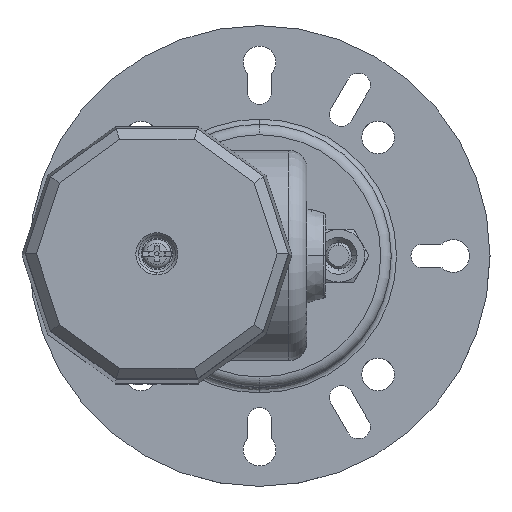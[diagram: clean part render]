
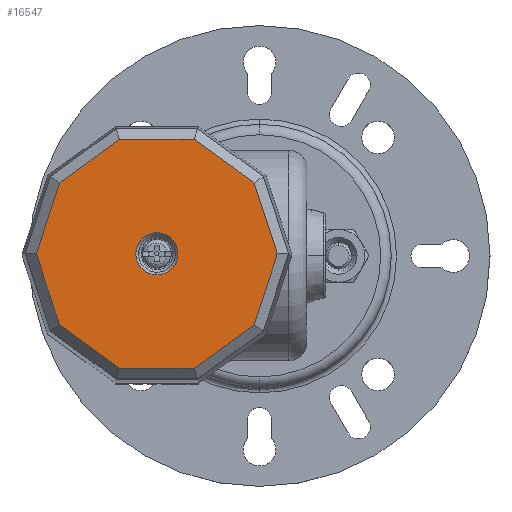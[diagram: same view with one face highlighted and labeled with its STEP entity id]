
A CAD part, top view. The second image highlights one B-rep face of the part: STEP entity #16547.
In plain terms, the highlighted planar face has unit normal (0, 0, 1).
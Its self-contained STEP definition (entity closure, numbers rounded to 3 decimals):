
#491 = CARTESIAN_POINT ( 'NONE',  ( -0.998, 13.442, 291. ) ) ;
#625 = ORIENTED_EDGE ( 'NONE', *, *, #10070, .F. ) ;
#1260 = CARTESIAN_POINT ( 'NONE',  ( -0.998, 13.442, 291. ) ) ;
#1332 = LINE ( 'NONE', #10835, #10873 ) ;
#1529 = CARTESIAN_POINT ( 'NONE',  ( -26.567, 21.75, 291. ) ) ;
#1581 = DIRECTION ( 'NONE',  ( 0., 0., 1. ) ) ;
#1705 = VECTOR ( 'NONE', #1812, 1000. ) ;
#1723 = CARTESIAN_POINT ( 'NONE',  ( -38.002, 13.442, 291. ) ) ;
#1776 = CARTESIAN_POINT ( 'NONE',  ( -19.5, 0., 291. ) ) ;
#1812 = DIRECTION ( 'NONE',  ( -0.809, 0.588, 0. ) ) ;
#1867 = VECTOR ( 'NONE', #7470, 1000. ) ;
#1962 = DIRECTION ( 'NONE',  ( 0., -1., 0. ) ) ;
#2096 = FACE_OUTER_BOUND ( 'NONE', #9086, .T. ) ;
#2169 = CIRCLE ( 'NONE', #3632, 4. ) ;
#2235 = DIRECTION ( 'NONE',  ( -0.809, -0.588, 0. ) ) ;
#2507 = VECTOR ( 'NONE', #2235, 1000. ) ;
#2549 = LINE ( 'NONE', #1529, #9855 ) ;
#3093 = CARTESIAN_POINT ( 'NONE',  ( -38.002, 13.442, 291. ) ) ;
#3198 = EDGE_CURVE ( 'NONE', #5138, #11484, #11955, .T. ) ;
#3242 = ORIENTED_EDGE ( 'NONE', *, *, #13888, .F. ) ;
#3388 = VERTEX_POINT ( 'NONE', #10764 ) ;
#3398 = VERTEX_POINT ( 'NONE', #14984 ) ;
#3402 = CARTESIAN_POINT ( 'NONE',  ( -26.567, -21.75, 291. ) ) ;
#3632 = AXIS2_PLACEMENT_3D ( 'NONE', #1776, #1581, #11177 ) ;
#3641 = CARTESIAN_POINT ( 'NONE',  ( -12.433, -21.75, 291. ) ) ;
#3809 = ORIENTED_EDGE ( 'NONE', *, *, #12922, .F. ) ;
#3932 = CARTESIAN_POINT ( 'NONE',  ( -19.5, 4., 291. ) ) ;
#4187 = VECTOR ( 'NONE', #14301, 1000. ) ;
#4636 = ORIENTED_EDGE ( 'NONE', *, *, #13381, .F. ) ;
#4847 = AXIS2_PLACEMENT_3D ( 'NONE', #7438, #17452, #1962 ) ;
#5138 = VERTEX_POINT ( 'NONE', #5504 ) ;
#5374 = DIRECTION ( 'NONE',  ( 1., 0., 0. ) ) ;
#5504 = CARTESIAN_POINT ( 'NONE',  ( -12.433, -21.75, 291. ) ) ;
#5945 = VERTEX_POINT ( 'NONE', #7200 ) ;
#5957 = ORIENTED_EDGE ( 'NONE', *, *, #7356, .F. ) ;
#5988 = CARTESIAN_POINT ( 'NONE',  ( -0.998, -13.442, 291. ) ) ;
#6032 = DIRECTION ( 'NONE',  ( 1., 0., 0. ) ) ;
#6188 = DIRECTION ( 'NONE',  ( -0.309, 0.951, 0. ) ) ;
#6383 = CARTESIAN_POINT ( 'NONE',  ( -44.656, -23.925, 291. ) ) ;
#7200 = CARTESIAN_POINT ( 'NONE',  ( 3.369, 0., 291. ) ) ;
#7343 = CARTESIAN_POINT ( 'NONE',  ( -19.5, -4., 291. ) ) ;
#7356 = EDGE_CURVE ( 'NONE', #5945, #16079, #15856, .T. ) ;
#7424 = LINE ( 'NONE', #491, #4187 ) ;
#7438 = CARTESIAN_POINT ( 'NONE',  ( -19.5, 0., 291. ) ) ;
#7470 = DIRECTION ( 'NONE',  ( 0.809, 0.588, 0. ) ) ;
#7600 = CARTESIAN_POINT ( 'NONE',  ( -0.998, -13.442, 291. ) ) ;
#8013 = AXIS2_PLACEMENT_3D ( 'NONE', #6383, #8966, #6032 ) ;
#8110 = EDGE_LOOP ( 'NONE', ( #3809, #16237 ) ) ;
#8277 = DIRECTION ( 'NONE',  ( 0.809, -0.588, 0. ) ) ;
#8347 = ORIENTED_EDGE ( 'NONE', *, *, #13224, .F. ) ;
#8370 = VERTEX_POINT ( 'NONE', #12636 ) ;
#8756 = LINE ( 'NONE', #14531, #1705 ) ;
#8944 = LINE ( 'NONE', #3093, #1867 ) ;
#8955 = LINE ( 'NONE', #14540, #14542 ) ;
#8966 = DIRECTION ( 'NONE',  ( 0., 0., 1. ) ) ;
#9086 = EDGE_LOOP ( 'NONE', ( #4636, #14716, #14473, #5957, #3242, #13230, #8347, #10697, #15616, #625 ) ) ;
#9470 = DIRECTION ( 'NONE',  ( 0.309, 0.951, 0. ) ) ;
#9739 = VECTOR ( 'NONE', #17161, 1000. ) ;
#9855 = VECTOR ( 'NONE', #5374, 1000. ) ;
#10070 = EDGE_CURVE ( 'NONE', #16325, #8370, #8955, .T. ) ;
#10255 = VECTOR ( 'NONE', #13069, 1000. ) ;
#10350 = VECTOR ( 'NONE', #8277, 1000. ) ;
#10493 = VERTEX_POINT ( 'NONE', #3932 ) ;
#10522 = CARTESIAN_POINT ( 'NONE',  ( 3.369, 0., 291. ) ) ;
#10697 = ORIENTED_EDGE ( 'NONE', *, *, #12153, .F. ) ;
#10764 = CARTESIAN_POINT ( 'NONE',  ( -26.567, 21.75, 291. ) ) ;
#10835 = CARTESIAN_POINT ( 'NONE',  ( -42.369, 0., 291. ) ) ;
#10873 = VECTOR ( 'NONE', #9470, 1000. ) ;
#11177 = DIRECTION ( 'NONE',  ( 0., -1., 0. ) ) ;
#11373 = EDGE_CURVE ( 'NONE', #8370, #15743, #1332, .T. ) ;
#11484 = VERTEX_POINT ( 'NONE', #3402 ) ;
#11955 = LINE ( 'NONE', #3641, #10255 ) ;
#12153 = EDGE_CURVE ( 'NONE', #15743, #3388, #8944, .T. ) ;
#12378 = EDGE_CURVE ( 'NONE', #3398, #16626, #13770, .T. ) ;
#12636 = CARTESIAN_POINT ( 'NONE',  ( -42.369, 0., 291. ) ) ;
#12922 = EDGE_CURVE ( 'NONE', #10493, #17669, #2169, .T. ) ;
#13069 = DIRECTION ( 'NONE',  ( -1., 0., 0. ) ) ;
#13224 = EDGE_CURVE ( 'NONE', #3388, #3398, #2549, .T. ) ;
#13230 = ORIENTED_EDGE ( 'NONE', *, *, #12378, .F. ) ;
#13381 = EDGE_CURVE ( 'NONE', #11484, #16325, #8756, .T. ) ;
#13601 = CARTESIAN_POINT ( 'NONE',  ( -12.433, 21.75, 291. ) ) ;
#13770 = LINE ( 'NONE', #13601, #10350 ) ;
#13815 = CARTESIAN_POINT ( 'NONE',  ( -38.002, -13.442, 291. ) ) ;
#13888 = EDGE_CURVE ( 'NONE', #16626, #5945, #7424, .T. ) ;
#13914 = CIRCLE ( 'NONE', #4847, 4. ) ;
#14301 = DIRECTION ( 'NONE',  ( 0.309, -0.951, 0. ) ) ;
#14473 = ORIENTED_EDGE ( 'NONE', *, *, #17134, .F. ) ;
#14531 = CARTESIAN_POINT ( 'NONE',  ( -26.567, -21.75, 291. ) ) ;
#14540 = CARTESIAN_POINT ( 'NONE',  ( -38.002, -13.442, 291. ) ) ;
#14542 = VECTOR ( 'NONE', #6188, 1000. ) ;
#14716 = ORIENTED_EDGE ( 'NONE', *, *, #3198, .F. ) ;
#14984 = CARTESIAN_POINT ( 'NONE',  ( -12.433, 21.75, 291. ) ) ;
#15616 = ORIENTED_EDGE ( 'NONE', *, *, #11373, .F. ) ;
#15743 = VERTEX_POINT ( 'NONE', #1723 ) ;
#15856 = LINE ( 'NONE', #10522, #9739 ) ;
#15943 = PLANE ( 'NONE',  #8013 ) ;
#16079 = VERTEX_POINT ( 'NONE', #7600 ) ;
#16237 = ORIENTED_EDGE ( 'NONE', *, *, #17755, .F. ) ;
#16325 = VERTEX_POINT ( 'NONE', #13815 ) ;
#16547 = ADVANCED_FACE ( 'NONE', ( #17149, #2096 ), #15943, .T. ) ;
#16626 = VERTEX_POINT ( 'NONE', #1260 ) ;
#17134 = EDGE_CURVE ( 'NONE', #16079, #5138, #17461, .T. ) ;
#17149 = FACE_BOUND ( 'NONE', #8110, .T. ) ;
#17161 = DIRECTION ( 'NONE',  ( -0.309, -0.951, 0. ) ) ;
#17452 = DIRECTION ( 'NONE',  ( 0., 0., 1. ) ) ;
#17461 = LINE ( 'NONE', #5988, #2507 ) ;
#17669 = VERTEX_POINT ( 'NONE', #7343 ) ;
#17755 = EDGE_CURVE ( 'NONE', #17669, #10493, #13914, .T. ) ;
